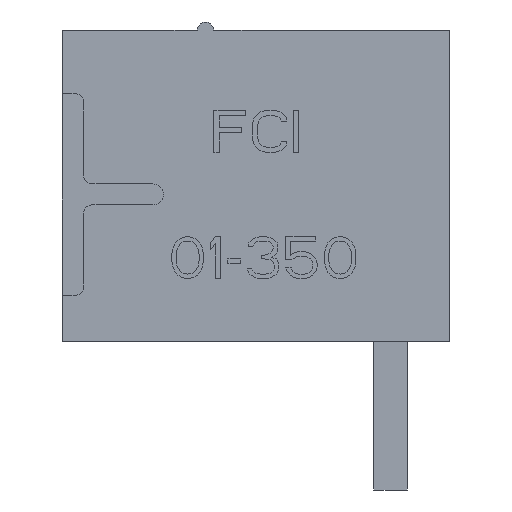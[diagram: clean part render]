
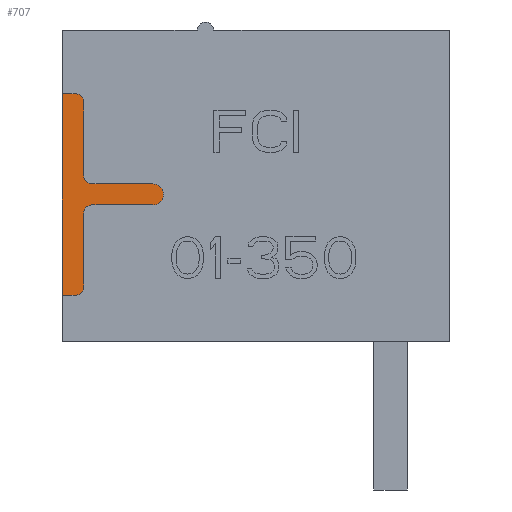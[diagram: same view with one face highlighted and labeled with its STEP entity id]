
A CAD part, left-side view. The second image highlights one B-rep face of the part: STEP entity #707.
In plain terms, the highlighted planar face has unit normal (-1, 0, 0).
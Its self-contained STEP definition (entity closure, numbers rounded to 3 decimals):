
#707=ADVANCED_FACE('3743',(#2177),#2178,.T.);
#2177=FACE_OUTER_BOUND('',#3910,.T.);
#2178=PLANE('',#3911);
#3910=EDGE_LOOP('',(#9417,#9418,#9419,#9420,#9421,#9422,#9423,#9424,#9425,#9426,#9427,#9428));
#3911=AXIS2_PLACEMENT_3D('',#9429,#9430,#9431);
#9417=ORIENTED_EDGE('',*,*,#13222,.T.);
#9418=ORIENTED_EDGE('',*,*,#13220,.T.);
#9419=ORIENTED_EDGE('',*,*,#13218,.T.);
#9420=ORIENTED_EDGE('',*,*,#13216,.T.);
#9421=ORIENTED_EDGE('',*,*,#13214,.T.);
#9422=ORIENTED_EDGE('',*,*,#13212,.T.);
#9423=ORIENTED_EDGE('',*,*,#13210,.T.);
#9424=ORIENTED_EDGE('',*,*,#13232,.T.);
#9425=ORIENTED_EDGE('',*,*,#13230,.T.);
#9426=ORIENTED_EDGE('',*,*,#13228,.T.);
#9427=ORIENTED_EDGE('',*,*,#13226,.T.);
#9428=ORIENTED_EDGE('',*,*,#13224,.T.);
#9429=CARTESIAN_POINT('',(-17.75,0.0,-3.7));
#9430=DIRECTION('',(-1.0,0.0,0.0));
#9431=DIRECTION('',(0.0,0.0,1.0));
#13210=EDGE_CURVE('4784',#16675,#16673,#16676,.T.);
#13212=EDGE_CURVE('4783',#16678,#16675,#16679,.T.);
#13214=EDGE_CURVE('4782',#16681,#16678,#16682,.T.);
#13216=EDGE_CURVE('6083',#16684,#16681,#16685,.T.);
#13218=EDGE_CURVE('6092',#16687,#16684,#16688,.T.);
#13220=EDGE_CURVE('6082',#16690,#16687,#16691,.T.);
#13222=EDGE_CURVE('4781',#16693,#16690,#16694,.T.);
#13224=EDGE_CURVE('6085',#16696,#16693,#16697,.T.);
#13226=EDGE_CURVE('6093',#16699,#16696,#16700,.T.);
#13228=EDGE_CURVE('6084',#16702,#16699,#16703,.T.);
#13230=EDGE_CURVE('4786',#16705,#16702,#16706,.T.);
#13232=EDGE_CURVE('4785',#16673,#16705,#16708,.T.);
#16673=VERTEX_POINT('',#21940);
#16675=VERTEX_POINT('',#21943);
#16676=LINE('',#21944,#21945);
#16678=VERTEX_POINT('',#21948);
#16679=LINE('',#21949,#21950);
#16681=VERTEX_POINT('',#21953);
#16682=CIRCLE('',#21954,0.2);
#16684=VERTEX_POINT('',#21957);
#16685=LINE('',#21958,#21959);
#16687=VERTEX_POINT('',#21962);
#16688=CIRCLE('',#21963,0.2);
#16690=VERTEX_POINT('',#21966);
#16691=LINE('',#21967,#21968);
#16693=VERTEX_POINT('',#21971);
#16694=CIRCLE('',#21972,0.25);
#16696=VERTEX_POINT('',#21975);
#16697=LINE('',#21976,#21977);
#16699=VERTEX_POINT('',#21980);
#16700=CIRCLE('',#21981,0.2);
#16702=VERTEX_POINT('',#21984);
#16703=LINE('',#21985,#21986);
#16705=VERTEX_POINT('',#21989);
#16706=CIRCLE('',#21990,0.2);
#16708=LINE('',#21993,#21994);
#21940=CARTESIAN_POINT('',(-17.75,4.6,-2.6));
#21943=CARTESIAN_POINT('',(-17.75,4.6,2.2));
#21944=CARTESIAN_POINT('',(-17.75,4.6,2.2));
#21945=VECTOR('',#25630,4.8);
#21948=CARTESIAN_POINT('',(-17.75,4.3,2.2));
#21949=CARTESIAN_POINT('',(-17.75,4.3,2.2));
#21950=VECTOR('',#25632,0.3);
#21953=CARTESIAN_POINT('',(-17.75,4.1,2.0));
#21954=AXIS2_PLACEMENT_3D('',#25634,#25635,#25636);
#21957=CARTESIAN_POINT('',(-17.75,4.1,0.25));
#21958=CARTESIAN_POINT('',(-17.75,4.1,0.25));
#21959=VECTOR('',#25638,1.75);
#21962=CARTESIAN_POINT('',(-17.75,3.9,0.05));
#21963=AXIS2_PLACEMENT_3D('',#25640,#25641,#25642);
#21966=CARTESIAN_POINT('',(-17.75,2.45,0.05));
#21967=CARTESIAN_POINT('',(-17.75,2.45,0.05));
#21968=VECTOR('',#25644,1.45);
#21971=CARTESIAN_POINT('',(-17.75,2.45,-0.45));
#21972=AXIS2_PLACEMENT_3D('',#25646,#25647,#25648);
#21975=CARTESIAN_POINT('',(-17.75,3.9,-0.45));
#21976=CARTESIAN_POINT('',(-17.75,3.9,-0.45));
#21977=VECTOR('',#25650,1.45);
#21980=CARTESIAN_POINT('',(-17.75,4.1,-0.65));
#21981=AXIS2_PLACEMENT_3D('',#25652,#25653,#25654);
#21984=CARTESIAN_POINT('',(-17.75,4.1,-2.4));
#21985=CARTESIAN_POINT('',(-17.75,4.1,-2.4));
#21986=VECTOR('',#25656,1.75);
#21989=CARTESIAN_POINT('',(-17.75,4.3,-2.6));
#21990=AXIS2_PLACEMENT_3D('',#25658,#25659,#25660);
#21993=CARTESIAN_POINT('',(-17.75,4.6,-2.6));
#21994=VECTOR('',#25662,0.3);
#25630=DIRECTION('',(0.0,0.0,-1.0));
#25632=DIRECTION('',(0.0,1.0,0.0));
#25634=CARTESIAN_POINT('',(-17.75,4.3,2.0));
#25635=DIRECTION('',(-1.0,0.0,0.0));
#25636=DIRECTION('',(0.0,-1.0,0.0));
#25638=DIRECTION('',(0.0,0.0,1.0));
#25640=CARTESIAN_POINT('',(-17.75,3.9,0.25));
#25641=DIRECTION('',(1.0,0.0,0.0));
#25642=DIRECTION('',(0.0,0.0,-1.0));
#25644=DIRECTION('',(0.0,1.0,0.0));
#25646=CARTESIAN_POINT('',(-17.75,2.45,-0.2));
#25647=DIRECTION('',(-1.0,0.0,0.0));
#25648=DIRECTION('',(0.0,0.0,-1.0));
#25650=DIRECTION('',(0.0,-1.0,0.0));
#25652=CARTESIAN_POINT('',(-17.75,3.9,-0.65));
#25653=DIRECTION('',(1.0,0.0,0.0));
#25654=DIRECTION('',(0.0,1.0,0.0));
#25656=DIRECTION('',(0.0,0.0,1.0));
#25658=CARTESIAN_POINT('',(-17.75,4.3,-2.4));
#25659=DIRECTION('',(-1.0,0.0,0.0));
#25660=DIRECTION('',(0.0,0.0,-1.0));
#25662=DIRECTION('',(0.0,-1.0,0.0));
